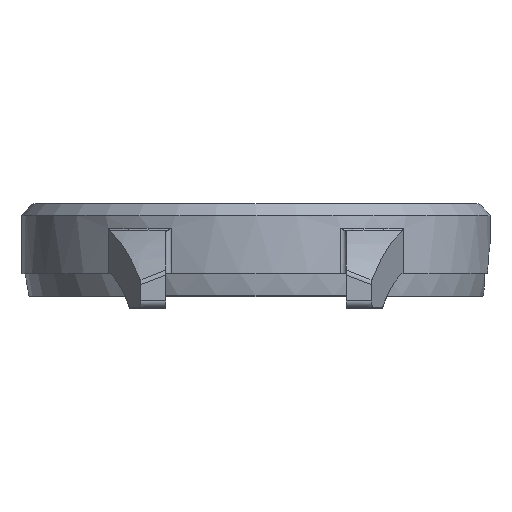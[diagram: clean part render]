
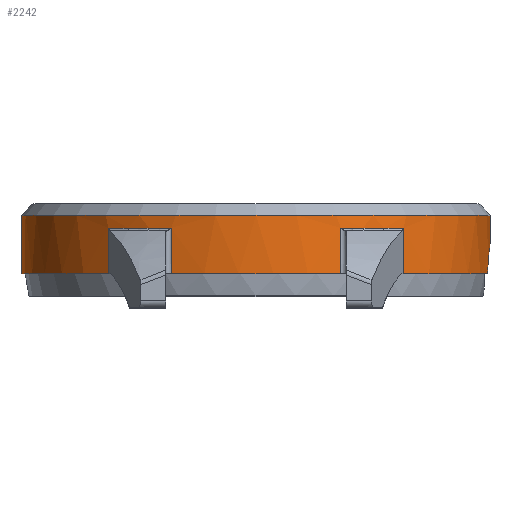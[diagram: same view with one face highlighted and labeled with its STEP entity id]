
A CAD part, top view. The second image highlights one B-rep face of the part: STEP entity #2242.
In plain terms, the highlighted cylindrical face has radius 18.25 mm (diameter 36.5 mm), a partial arc.
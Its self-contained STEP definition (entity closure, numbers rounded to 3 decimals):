
#348=CARTESIAN_POINT('',(0.,-5.45,0.));
#349=DIRECTION('',(0.,-1.,0.));
#350=DIRECTION('',(0.363,0.,0.932));
#351=AXIS2_PLACEMENT_3D('',#348,#349,#350);
#366=DIRECTION('',(0.,1.,0.));
#367=VECTOR('',#366,2.2);
#368=CARTESIAN_POINT('',(18.25,-3.1,0.));
#369=LINE('',#368,#367);
#370=DIRECTION('',(0.,1.,0.));
#371=VECTOR('',#370,4.55);
#372=CARTESIAN_POINT('',(-18.25,-5.45,0.));
#373=LINE('',#372,#371);
#406=CARTESIAN_POINT('',(18.25,-3.1,0.));
#407=CARTESIAN_POINT('',(18.25,-3.1,0.177));
#408=CARTESIAN_POINT('',(18.245,-3.137,0.515));
#409=CARTESIAN_POINT('',(18.226,-3.281,0.972));
#410=CARTESIAN_POINT('',(18.199,-3.502,1.385));
#411=CARTESIAN_POINT('',(18.168,-3.787,1.741));
#412=CARTESIAN_POINT('',(18.136,-4.139,2.047));
#413=CARTESIAN_POINT('',(18.107,-4.545,2.283));
#414=CARTESIAN_POINT('',(18.086,-4.991,2.44));
#415=CARTESIAN_POINT('',(18.08,-5.295,2.486));
#416=CARTESIAN_POINT('',(18.079,-5.45,2.495));
#418=CARTESIAN_POINT('',(0.,-5.45,0.));
#419=DIRECTION('',(0.,-1.,0.));
#420=DIRECTION('',(0.991,0.,0.137));
#421=AXIS2_PLACEMENT_3D('',#418,#419,#420);
#423=CARTESIAN_POINT('',(0.,-1.9,0.));
#424=DIRECTION('',(0.,-1.,0.));
#425=DIRECTION('',(0.63,0.,0.776));
#426=AXIS2_PLACEMENT_3D('',#423,#424,#425);
#428=CARTESIAN_POINT('',(0.,-1.9,0.));
#429=DIRECTION('',(0.,1.,0.));
#430=DIRECTION('',(-0.63,0.,0.776));
#431=AXIS2_PLACEMENT_3D('',#428,#429,#430);
#433=CARTESIAN_POINT('',(0.,-5.45,0.));
#434=DIRECTION('',(0.,1.,0.));
#435=DIRECTION('',(-1.,0.,0.));
#436=AXIS2_PLACEMENT_3D('',#433,#434,#435);
#443=DIRECTION('',(0.,1.,0.));
#444=VECTOR('',#443,3.55);
#445=CARTESIAN_POINT('',(11.5,-5.45,14.171));
#446=LINE('',#445,#444);
#597=DIRECTION('',(0.,-1.,0.));
#598=VECTOR('',#597,3.55);
#599=CARTESIAN_POINT('',(6.616,-1.9,17.008));
#600=LINE('',#599,#598);
#686=DIRECTION('',(0.,-1.,0.));
#687=VECTOR('',#686,3.55);
#688=CARTESIAN_POINT('',(-6.616,-1.9,17.008));
#689=LINE('',#688,#687);
#797=DIRECTION('',(0.,1.,0.));
#798=VECTOR('',#797,3.55);
#799=CARTESIAN_POINT('',(-11.5,-5.45,14.171));
#800=LINE('',#799,#798);
#915=CARTESIAN_POINT('',(0.,-0.9,0.));
#916=DIRECTION('',(0.,1.,0.));
#917=DIRECTION('',(-1.,0.,0.));
#918=AXIS2_PLACEMENT_3D('',#915,#916,#917);
#1431=CARTESIAN_POINT('',(18.25,-3.1,0.));
#1432=CARTESIAN_POINT('',(18.25,-0.9,0.));
#1433=VERTEX_POINT('',#1431);
#1434=VERTEX_POINT('',#1432);
#1459=CARTESIAN_POINT('',(-18.25,-5.45,0.));
#1460=CARTESIAN_POINT('',(-18.25,-0.9,0.));
#1461=VERTEX_POINT('',#1459);
#1462=VERTEX_POINT('',#1460);
#1497=CARTESIAN_POINT('',(6.616,-5.45,17.008));
#1499=VERTEX_POINT('',#1497);
#1513=CARTESIAN_POINT('',(18.079,-5.45,2.495));
#1515=VERTEX_POINT('',#1513);
#1517=CARTESIAN_POINT('',(11.5,-5.45,14.171));
#1518=VERTEX_POINT('',#1517);
#1543=CARTESIAN_POINT('',(11.5,-1.9,14.171));
#1544=VERTEX_POINT('',#1543);
#1545=CARTESIAN_POINT('',(6.616,-1.9,17.008));
#1546=VERTEX_POINT('',#1545);
#1572=CARTESIAN_POINT('',(-11.5,-5.45,14.171));
#1574=VERTEX_POINT('',#1572);
#1580=CARTESIAN_POINT('',(-6.616,-5.45,17.008));
#1582=VERTEX_POINT('',#1580);
#1585=CARTESIAN_POINT('',(-11.5,-1.9,14.171));
#1586=VERTEX_POINT('',#1585);
#1587=CARTESIAN_POINT('',(-6.616,-1.9,17.008));
#1588=VERTEX_POINT('',#1587);
#2214=CARTESIAN_POINT('',(0.,0.,0.));
#2215=DIRECTION('',(0.,-1.,0.));
#2216=DIRECTION('',(1.,0.,0.));
#2217=AXIS2_PLACEMENT_3D('',#2214,#2215,#2216);
#2218=CYLINDRICAL_SURFACE('',#2217,18.25);
#2219=ORIENTED_EDGE('',*,*,#2188,.F.);
#2221=ORIENTED_EDGE('',*,*,#2220,.T.);
#2222=ORIENTED_EDGE('',*,*,#2156,.T.);
#2224=ORIENTED_EDGE('',*,*,#2223,.T.);
#2226=ORIENTED_EDGE('',*,*,#2225,.T.);
#2228=ORIENTED_EDGE('',*,*,#2227,.T.);
#2229=ORIENTED_EDGE('',*,*,#2148,.T.);
#2231=ORIENTED_EDGE('',*,*,#2230,.F.);
#2233=ORIENTED_EDGE('',*,*,#2232,.F.);
#2235=ORIENTED_EDGE('',*,*,#2234,.F.);
#2236=ORIENTED_EDGE('',*,*,#2140,.F.);
#2237=ORIENTED_EDGE('',*,*,#2192,.T.);
#2239=ORIENTED_EDGE('',*,*,#2238,.T.);
#2240=EDGE_LOOP('',(#2219,#2221,#2222,#2224,#2226,#2228,#2229,#2231,#2233,#2235,
#2236,#2237,#2239));
#2241=FACE_OUTER_BOUND('',#2240,.F.);
#2242=ADVANCED_FACE('',(#2241),#2218,.T.);
#352=CIRCLE('',#351,18.25);
#417=B_SPLINE_CURVE_WITH_KNOTS('',3,(#406,#407,#408,#409,#410,#411,#412,#413,
#414,#415,#416),.UNSPECIFIED.,.F.,.F.,(4,1,1,1,1,1,1,1,4),(0.,0.125,0.25,
0.375,0.5,0.625,0.75,0.875,1.),.UNSPECIFIED.);
#422=CIRCLE('',#421,18.25);
#427=CIRCLE('',#426,18.25);
#432=CIRCLE('',#431,18.25);
#437=CIRCLE('',#436,18.25);
#919=CIRCLE('',#918,18.25);
#2140=EDGE_CURVE('',#1461,#1574,#437,.T.);
#2148=EDGE_CURVE('',#1499,#1582,#352,.T.);
#2156=EDGE_CURVE('',#1515,#1518,#422,.T.);
#2188=EDGE_CURVE('',#1433,#1434,#369,.T.);
#2192=EDGE_CURVE('',#1461,#1462,#373,.T.);
#2220=EDGE_CURVE('',#1433,#1515,#417,.T.);
#2223=EDGE_CURVE('',#1518,#1544,#446,.T.);
#2225=EDGE_CURVE('',#1544,#1546,#427,.T.);
#2227=EDGE_CURVE('',#1546,#1499,#600,.T.);
#2230=EDGE_CURVE('',#1588,#1582,#689,.T.);
#2232=EDGE_CURVE('',#1586,#1588,#432,.T.);
#2234=EDGE_CURVE('',#1574,#1586,#800,.T.);
#2238=EDGE_CURVE('',#1462,#1434,#919,.T.);
